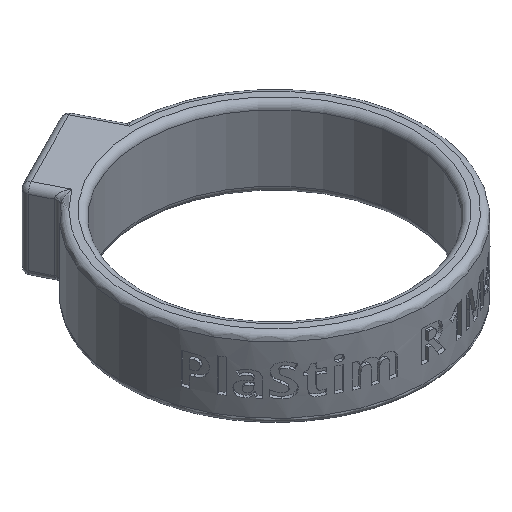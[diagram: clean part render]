
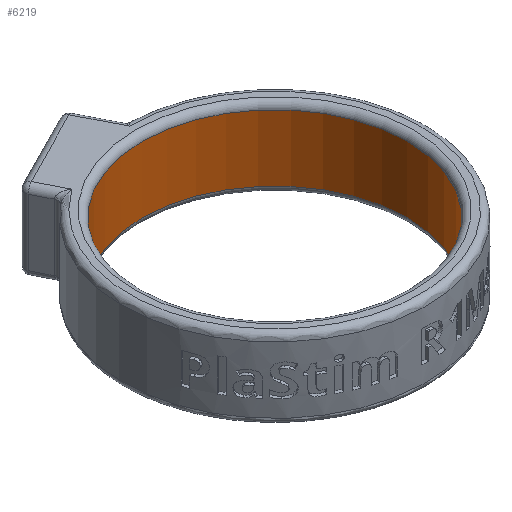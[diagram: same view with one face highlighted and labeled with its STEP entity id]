
A CAD part, isometric view. The second image highlights one B-rep face of the part: STEP entity #6219.
In plain terms, the highlighted cylindrical face has radius 20 mm (diameter 40 mm), a full revolution.
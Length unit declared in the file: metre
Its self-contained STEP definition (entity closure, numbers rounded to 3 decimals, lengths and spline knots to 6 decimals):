
#573=CYLINDRICAL_SURFACE('',#6623,0.02);
#644=CIRCLE('',#6620,0.02);
#645=CIRCLE('',#6622,0.02);
#812=ORIENTED_EDGE('',*,*,#2765,.T.);
#813=ORIENTED_EDGE('',*,*,#2768,.F.);
#2765=EDGE_CURVE('',#3744,#3744,#644,.T.);
#2768=EDGE_CURVE('',#3746,#3746,#645,.T.);
#3744=VERTEX_POINT('',#8445);
#3746=VERTEX_POINT('',#8451);
#5235=EDGE_LOOP('',(#812));
#5236=EDGE_LOOP('',(#813));
#5652=FACE_BOUND('',#5235,.T.);
#5653=FACE_BOUND('',#5236,.T.);
#6219=ADVANCED_FACE('',(#5652,#5653),#573,.F.);
#6620=AXIS2_PLACEMENT_3D('',#8444,#7097,#7098);
#6622=AXIS2_PLACEMENT_3D('',#8450,#7103,#7104);
#6623=AXIS2_PLACEMENT_3D('',#8452,#7105,#7106);
#7097=DIRECTION('',(0.,0.,1.));
#7098=DIRECTION('',(1.,0.,0.));
#7103=DIRECTION('',(0.,0.,1.));
#7104=DIRECTION('',(1.,0.,0.));
#7105=DIRECTION('',(0.,0.,-1.));
#7106=DIRECTION('',(-1.,0.,0.));
#8444=CARTESIAN_POINT('',(0.,0.,0.005));
#8445=CARTESIAN_POINT('',(0.02,0.,0.005));
#8450=CARTESIAN_POINT('',(0.,0.,-0.005));
#8451=CARTESIAN_POINT('',(0.02,0.,-0.005));
#8452=CARTESIAN_POINT('',(0.,0.,0.005));
